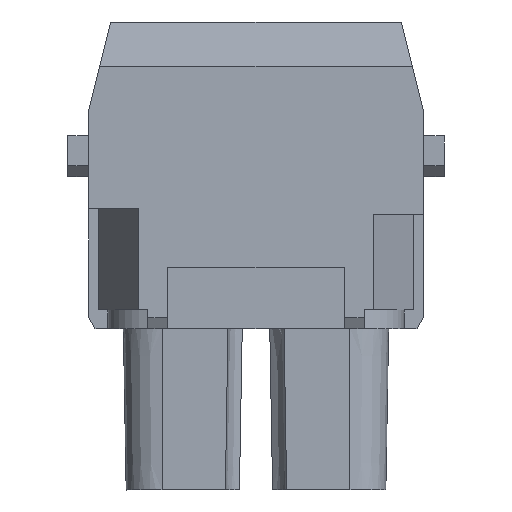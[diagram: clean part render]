
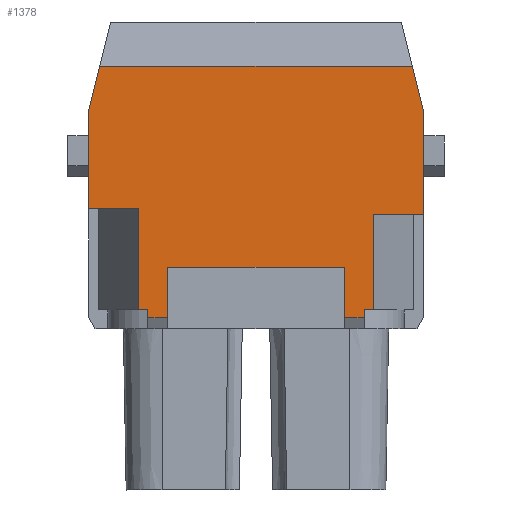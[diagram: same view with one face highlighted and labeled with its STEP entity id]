
A CAD part, left-side view. The second image highlights one B-rep face of the part: STEP entity #1378.
In plain terms, the highlighted planar face has unit normal (-1, 0, 0).
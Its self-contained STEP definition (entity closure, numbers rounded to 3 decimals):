
#1262=AXIS2_PLACEMENT_3D('Plane Axis2P3D',#1259,#1260,#1261) ;
#378=CARTESIAN_POINT('Vertex',(0.,1.9,34.328)) ;
#381=CARTESIAN_POINT('Line Origine',(0.,1.9,29.639)) ;
#385=CARTESIAN_POINT('Vertex',(0.,1.9,24.95)) ;
#872=CARTESIAN_POINT('Vertex',(0.,32.2,34.328)) ;
#907=CARTESIAN_POINT('Vertex',(0.,32.2,25.45)) ;
#910=CARTESIAN_POINT('Line Origine',(0.,32.2,29.889)) ;
#995=CARTESIAN_POINT('Line Origine',(0.,31.7,36.334)) ;
#999=CARTESIAN_POINT('Vertex',(0.,31.2,38.339)) ;
#1056=CARTESIAN_POINT('Vertex',(0.,2.9,38.339)) ;
#1059=CARTESIAN_POINT('Line Origine',(0.,2.4,36.334)) ;
#1259=CARTESIAN_POINT('Axis2P3D Location',(0.,17.05,28.45)) ;
#1264=CARTESIAN_POINT('Line Origine',(0.,17.05,38.339)) ;
#1269=CARTESIAN_POINT('Line Origine',(0.,29.934,25.45)) ;
#1273=CARTESIAN_POINT('Vertex',(0.,27.668,25.45)) ;
#1276=CARTESIAN_POINT('Line Origine',(0.,27.668,20.875)) ;
#1280=CARTESIAN_POINT('Vertex',(0.,27.668,16.3)) ;
#1283=CARTESIAN_POINT('Line Origine',(0.,27.259,16.3)) ;
#1287=CARTESIAN_POINT('Vertex',(0.,26.85,16.3)) ;
#1290=CARTESIAN_POINT('Line Origine',(0.,26.85,15.95)) ;
#1294=CARTESIAN_POINT('Vertex',(0.,26.85,15.6)) ;
#1297=CARTESIAN_POINT('Line Origine',(0.,25.95,15.6)) ;
#1301=CARTESIAN_POINT('Vertex',(0.,25.05,15.6)) ;
#1304=CARTESIAN_POINT('Line Origine',(0.,25.05,17.875)) ;
#1308=CARTESIAN_POINT('Vertex',(0.,25.05,20.15)) ;
#1311=CARTESIAN_POINT('Line Origine',(0.,17.05,20.15)) ;
#1315=CARTESIAN_POINT('Vertex',(0.,9.05,20.15)) ;
#1318=CARTESIAN_POINT('Line Origine',(0.,9.05,17.875)) ;
#1322=CARTESIAN_POINT('Vertex',(0.,9.05,15.6)) ;
#1325=CARTESIAN_POINT('Line Origine',(0.,8.15,15.6)) ;
#1329=CARTESIAN_POINT('Vertex',(0.,7.25,15.6)) ;
#1332=CARTESIAN_POINT('Line Origine',(0.,7.25,15.95)) ;
#1336=CARTESIAN_POINT('Vertex',(0.,7.25,16.3)) ;
#1339=CARTESIAN_POINT('Line Origine',(0.,6.841,16.3)) ;
#1343=CARTESIAN_POINT('Vertex',(0.,6.432,16.3)) ;
#1346=CARTESIAN_POINT('Line Origine',(0.,6.432,20.625)) ;
#1350=CARTESIAN_POINT('Vertex',(0.,6.432,24.95)) ;
#1353=CARTESIAN_POINT('Line Origine',(0.,4.166,24.95)) ;
#382=DIRECTION('Vector Direction',(0.,0.,-1.)) ;
#911=DIRECTION('Vector Direction',(0.,0.,1.)) ;
#996=DIRECTION('Vector Direction',(0.,-0.242,0.97)) ;
#1060=DIRECTION('Vector Direction',(0.,-0.242,-0.97)) ;
#1260=DIRECTION('Axis2P3D Direction',(-1.,0.,0.)) ;
#1261=DIRECTION('Axis2P3D XDirection',(0.,0.,-1.)) ;
#1265=DIRECTION('Vector Direction',(0.,1.,0.)) ;
#1270=DIRECTION('Vector Direction',(0.,-1.,0.)) ;
#1277=DIRECTION('Vector Direction',(0.,0.,-1.)) ;
#1284=DIRECTION('Vector Direction',(0.,-1.,0.)) ;
#1291=DIRECTION('Vector Direction',(0.,0.,-1.)) ;
#1298=DIRECTION('Vector Direction',(0.,1.,0.)) ;
#1305=DIRECTION('Vector Direction',(0.,0.,-1.)) ;
#1312=DIRECTION('Vector Direction',(0.,-1.,0.)) ;
#1319=DIRECTION('Vector Direction',(0.,0.,1.)) ;
#1326=DIRECTION('Vector Direction',(0.,1.,0.)) ;
#1333=DIRECTION('Vector Direction',(0.,0.,-1.)) ;
#1340=DIRECTION('Vector Direction',(0.,-1.,0.)) ;
#1347=DIRECTION('Vector Direction',(0.,0.,-1.)) ;
#1354=DIRECTION('Vector Direction',(0.,-1.,0.)) ;
#383=VECTOR('Line Direction',#382,1.) ;
#912=VECTOR('Line Direction',#911,1.) ;
#997=VECTOR('Line Direction',#996,1.) ;
#1061=VECTOR('Line Direction',#1060,1.) ;
#1266=VECTOR('Line Direction',#1265,1.) ;
#1271=VECTOR('Line Direction',#1270,1.) ;
#1278=VECTOR('Line Direction',#1277,1.) ;
#1285=VECTOR('Line Direction',#1284,1.) ;
#1292=VECTOR('Line Direction',#1291,1.) ;
#1299=VECTOR('Line Direction',#1298,1.) ;
#1306=VECTOR('Line Direction',#1305,1.) ;
#1313=VECTOR('Line Direction',#1312,1.) ;
#1320=VECTOR('Line Direction',#1319,1.) ;
#1327=VECTOR('Line Direction',#1326,1.) ;
#1334=VECTOR('Line Direction',#1333,1.) ;
#1341=VECTOR('Line Direction',#1340,1.) ;
#1348=VECTOR('Line Direction',#1347,1.) ;
#1355=VECTOR('Line Direction',#1354,1.) ;
#1359=ORIENTED_EDGE('',*,*,#387,.F.) ;
#1360=ORIENTED_EDGE('',*,*,#1063,.F.) ;
#1361=ORIENTED_EDGE('',*,*,#1268,.T.) ;
#1362=ORIENTED_EDGE('',*,*,#1001,.F.) ;
#1363=ORIENTED_EDGE('',*,*,#914,.F.) ;
#1364=ORIENTED_EDGE('',*,*,#1275,.T.) ;
#1365=ORIENTED_EDGE('',*,*,#1282,.T.) ;
#1366=ORIENTED_EDGE('',*,*,#1289,.T.) ;
#1367=ORIENTED_EDGE('',*,*,#1296,.T.) ;
#1368=ORIENTED_EDGE('',*,*,#1303,.F.) ;
#1369=ORIENTED_EDGE('',*,*,#1310,.F.) ;
#1370=ORIENTED_EDGE('',*,*,#1317,.T.) ;
#1371=ORIENTED_EDGE('',*,*,#1324,.F.) ;
#1372=ORIENTED_EDGE('',*,*,#1331,.F.) ;
#1373=ORIENTED_EDGE('',*,*,#1338,.F.) ;
#1374=ORIENTED_EDGE('',*,*,#1345,.T.) ;
#1375=ORIENTED_EDGE('',*,*,#1352,.F.) ;
#1376=ORIENTED_EDGE('',*,*,#1357,.T.) ;
#1378=ADVANCED_FACE('2748240000.1\\Hauptkoerper',(#1377),#1263,.T.) ;
#387=EDGE_CURVE('',#379,#386,#384,.T.) ;
#914=EDGE_CURVE('',#908,#873,#913,.T.) ;
#1001=EDGE_CURVE('',#873,#1000,#998,.T.) ;
#1063=EDGE_CURVE('',#1057,#379,#1062,.T.) ;
#1268=EDGE_CURVE('',#1057,#1000,#1267,.T.) ;
#1275=EDGE_CURVE('',#908,#1274,#1272,.T.) ;
#1282=EDGE_CURVE('',#1274,#1281,#1279,.T.) ;
#1289=EDGE_CURVE('',#1281,#1288,#1286,.T.) ;
#1296=EDGE_CURVE('',#1288,#1295,#1293,.T.) ;
#1303=EDGE_CURVE('',#1302,#1295,#1300,.T.) ;
#1310=EDGE_CURVE('',#1309,#1302,#1307,.T.) ;
#1317=EDGE_CURVE('',#1309,#1316,#1314,.T.) ;
#1324=EDGE_CURVE('',#1323,#1316,#1321,.T.) ;
#1331=EDGE_CURVE('',#1330,#1323,#1328,.T.) ;
#1338=EDGE_CURVE('',#1337,#1330,#1335,.T.) ;
#1345=EDGE_CURVE('',#1337,#1344,#1342,.T.) ;
#1352=EDGE_CURVE('',#1351,#1344,#1349,.T.) ;
#1357=EDGE_CURVE('',#1351,#386,#1356,.T.) ;
#1358=EDGE_LOOP('',(#1359,#1360,#1361,#1362,#1363,#1364,#1365,#1366,#1367,#1368,#1369,#1370,#1371,#1372,#1373,#1374,#1375,#1376)) ;
#1377=FACE_OUTER_BOUND('',#1358,.T.) ;
#384=LINE('Line',#381,#383) ;
#913=LINE('Line',#910,#912) ;
#998=LINE('Line',#995,#997) ;
#1062=LINE('Line',#1059,#1061) ;
#1267=LINE('Line',#1264,#1266) ;
#1272=LINE('Line',#1269,#1271) ;
#1279=LINE('Line',#1276,#1278) ;
#1286=LINE('Line',#1283,#1285) ;
#1293=LINE('Line',#1290,#1292) ;
#1300=LINE('Line',#1297,#1299) ;
#1307=LINE('Line',#1304,#1306) ;
#1314=LINE('Line',#1311,#1313) ;
#1321=LINE('Line',#1318,#1320) ;
#1328=LINE('Line',#1325,#1327) ;
#1335=LINE('Line',#1332,#1334) ;
#1342=LINE('Line',#1339,#1341) ;
#1349=LINE('Line',#1346,#1348) ;
#1356=LINE('Line',#1353,#1355) ;
#1263=PLANE('',#1262) ;
#379=VERTEX_POINT('',#378) ;
#386=VERTEX_POINT('',#385) ;
#873=VERTEX_POINT('',#872) ;
#908=VERTEX_POINT('',#907) ;
#1000=VERTEX_POINT('',#999) ;
#1057=VERTEX_POINT('',#1056) ;
#1274=VERTEX_POINT('',#1273) ;
#1281=VERTEX_POINT('',#1280) ;
#1288=VERTEX_POINT('',#1287) ;
#1295=VERTEX_POINT('',#1294) ;
#1302=VERTEX_POINT('',#1301) ;
#1309=VERTEX_POINT('',#1308) ;
#1316=VERTEX_POINT('',#1315) ;
#1323=VERTEX_POINT('',#1322) ;
#1330=VERTEX_POINT('',#1329) ;
#1337=VERTEX_POINT('',#1336) ;
#1344=VERTEX_POINT('',#1343) ;
#1351=VERTEX_POINT('',#1350) ;
